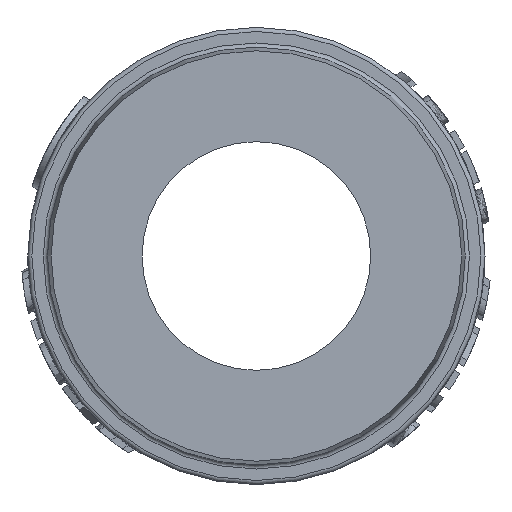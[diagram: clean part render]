
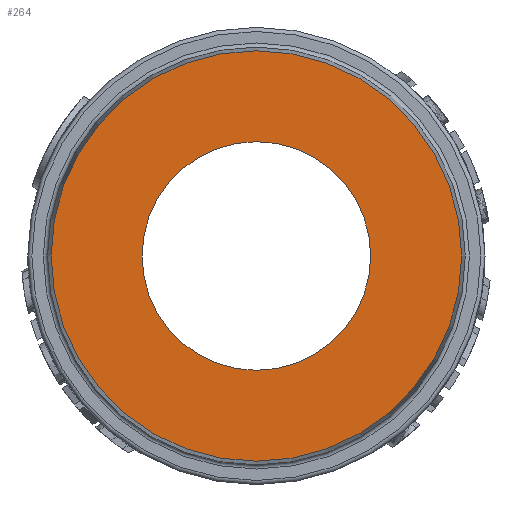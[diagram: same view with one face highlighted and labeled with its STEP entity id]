
A CAD part, front view. The second image highlights one B-rep face of the part: STEP entity #264.
In plain terms, the highlighted planar face has unit normal (0, -1, 0).
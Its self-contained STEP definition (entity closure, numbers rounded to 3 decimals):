
#264 = ADVANCED_FACE( '', ( #735, #736 ), #737, .F. );
#735 = FACE_OUTER_BOUND( '', #1459, .T. );
#736 = FACE_BOUND( '', #1460, .T. );
#737 = PLANE( '', #1461 );
#1459 = EDGE_LOOP( '', ( #2285 ) );
#1460 = EDGE_LOOP( '', ( #2286 ) );
#1461 = AXIS2_PLACEMENT_3D( '', #2287, #2288, #2289 );
#2285 = ORIENTED_EDGE( '', *, *, #4527, .T. );
#2286 = ORIENTED_EDGE( '', *, *, #4528, .T. );
#2287 = CARTESIAN_POINT( '', ( 0., -22.5, 0. ) );
#2288 = DIRECTION( '', ( 0., 1., 0. ) );
#2289 = DIRECTION( '', ( 0., 0., 1. ) );
#4527 = EDGE_CURVE( '', #5326, #5326, #5327, .F. );
#4528 = EDGE_CURVE( '', #5328, #5328, #5329, .T. );
#5326 = VERTEX_POINT( '', #6492 );
#5327 = CIRCLE( '', #6493, 9.875 );
#5328 = VERTEX_POINT( '', #6494 );
#5329 = CIRCLE( '', #6495, 5.5 );
#6492 = CARTESIAN_POINT( '', ( 0., -22.5, 9.875 ) );
#6493 = AXIS2_PLACEMENT_3D( '', #9420, #9421, #9422 );
#6494 = CARTESIAN_POINT( '', ( 5.5, -22.5, 0. ) );
#6495 = AXIS2_PLACEMENT_3D( '', #9423, #9424, #9425 );
#9420 = CARTESIAN_POINT( '', ( 0., -22.5, 0. ) );
#9421 = DIRECTION( '', ( 0., 1., 0. ) );
#9422 = DIRECTION( '', ( 0., 0., 1. ) );
#9423 = CARTESIAN_POINT( '', ( 0., -22.5, 0. ) );
#9424 = DIRECTION( '', ( 0., 1., 0. ) );
#9425 = DIRECTION( '', ( 1., 0., 0. ) );
